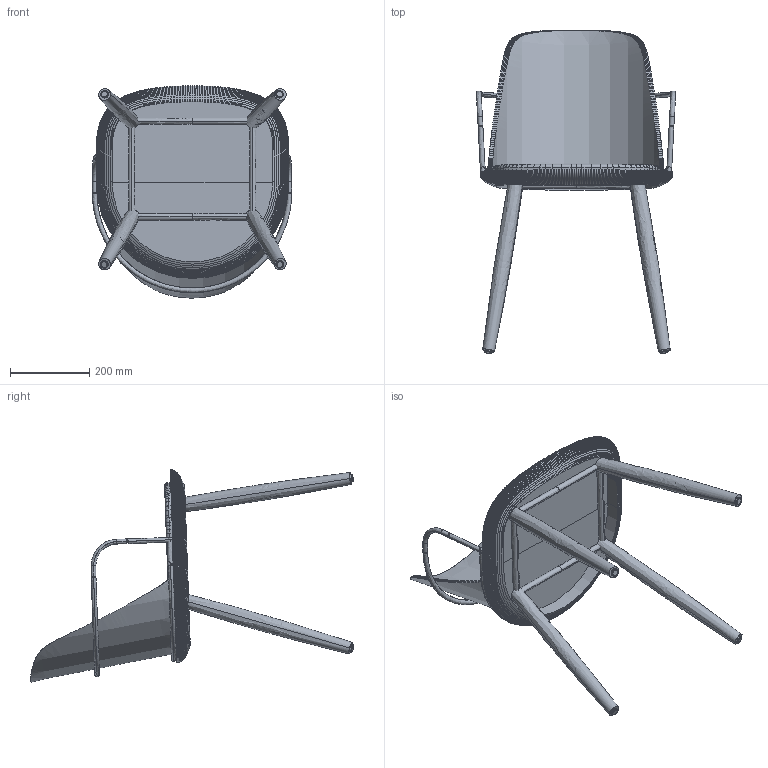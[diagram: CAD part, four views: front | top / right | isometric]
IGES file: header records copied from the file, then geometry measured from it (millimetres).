
Start section: SolidWorks IGES file using analytic representation for surfaces
Global section: file name: NU006 - IGS.IGS; native system: SolidWorks 2019; preprocessor: SolidWorks 2019; author: Comunicacao1; date: 201102.121222; units: millimetre
Bounding box: 502.41 x 814.41 x 535.1 mm (x, y, z)
Volume: 7748007.6 mm3; surface area: 1318530.2 mm2
Topology: 14 solids, 14 shells, 8072 faces, 17013 edges, 8991 vertices
Faces by surface type: plane 7899, revolution 130, bspline 43
